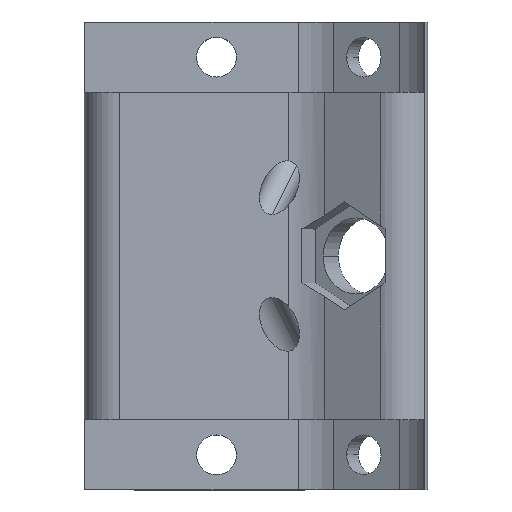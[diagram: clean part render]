
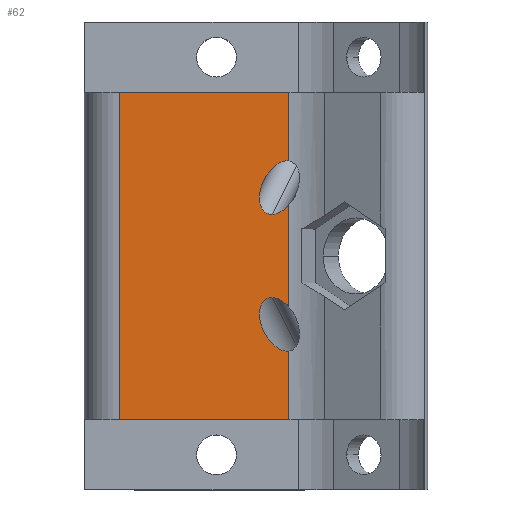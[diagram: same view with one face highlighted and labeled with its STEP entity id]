
A CAD part, top view. The second image highlights one B-rep face of the part: STEP entity #62.
In plain terms, the highlighted planar face has unit normal (0, 0, 1).
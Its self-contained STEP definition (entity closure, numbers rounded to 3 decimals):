
#5 = CARTESIAN_POINT ( 'NONE',  ( 11.635, 28.137, -9.966 ) ) ;
#14 = DIRECTION ( 'NONE',  ( 0., 0., -1. ) ) ;
#15 = DIRECTION ( 'NONE',  ( 0., -1., 0. ) ) ;
#30 = VERTEX_POINT ( 'NONE', #1362 ) ;
#40 = CARTESIAN_POINT ( 'NONE',  ( 10.277, 23.554, -9.966 ) ) ;
#48 = VECTOR ( 'NONE', #131, 1000. ) ;
#56 = CARTESIAN_POINT ( 'NONE',  ( 10.277, 16.446, -9.966 ) ) ;
#62 = ADVANCED_FACE ( 'NONE', ( #250 ), #1687, .F. ) ;
#108 = ORIENTED_EDGE ( 'NONE', *, *, #727, .F. ) ;
#110 = VERTEX_POINT ( 'NONE', #670 ) ;
#131 = DIRECTION ( 'NONE',  ( -1., 0., 0. ) ) ;
#139 = CARTESIAN_POINT ( 'NONE',  ( 11.729, 34., -9.966 ) ) ;
#155 = DIRECTION ( 'NONE',  ( -1., 0., 0. ) ) ;
#162 = CARTESIAN_POINT ( 'NONE',  ( 11.682, 11.866, -9.966 ) ) ;
#216 = LINE ( 'NONE', #745, #287 ) ;
#232 = CARTESIAN_POINT ( 'NONE',  ( 11.586, 11.863, -9.966 ) ) ;
#250 = FACE_OUTER_BOUND ( 'NONE', #550, .T. ) ;
#287 = VECTOR ( 'NONE', #428, 1000. ) ;
#297 = LINE ( 'NONE', #726, #1274 ) ;
#308 =( BOUNDED_CURVE ( )  B_SPLINE_CURVE ( 3, ( #859, #1593, #392, #1446 ),
 .UNSPECIFIED., .F., .F. ) 
 B_SPLINE_CURVE_WITH_KNOTS ( ( 4, 4 ),
 ( 3.439, 6.58 ),
 .UNSPECIFIED. ) 
 CURVE ( )  GEOMETRIC_REPRESENTATION_ITEM ( )  RATIONAL_B_SPLINE_CURVE ( ( 1., 0.333, 0.333, 1. ) ) 
 REPRESENTATION_ITEM ( '' )  );
#309 = CARTESIAN_POINT ( 'NONE',  ( -2.76, 6., -9.966 ) ) ;
#331 = CARTESIAN_POINT ( 'NONE',  ( 11.27, 16.159, -9.966 ) ) ;
#375 = CARTESIAN_POINT ( 'NONE',  ( 11.729, 24.361, -9.966 ) ) ;
#385 = EDGE_CURVE ( 'NONE', #1555, #758, #216, .T. ) ;
#390 = ORIENTED_EDGE ( 'NONE', *, *, #385, .F. ) ;
#392 = CARTESIAN_POINT ( 'NONE',  ( 7.07, 16.446, -9.966 ) ) ;
#393 = VERTEX_POINT ( 'NONE', #883 ) ;
#420 = ORIENTED_EDGE ( 'NONE', *, *, #1690, .T. ) ;
#428 = DIRECTION ( 'NONE',  ( 0., -1., 0. ) ) ;
#449 = CARTESIAN_POINT ( 'NONE',  ( 11.729, 28.128, -9.966 ) ) ;
#450 = CARTESIAN_POINT ( 'NONE',  ( 10.277, 16.446, -9.966 ) ) ;
#505 = VERTEX_POINT ( 'NONE', #1714 ) ;
#518 =( BOUNDED_CURVE ( )  B_SPLINE_CURVE ( 3, ( #1697, #162, #1246, #1233 ),
 .UNSPECIFIED., .F., .T. ) 
 B_SPLINE_CURVE_WITH_KNOTS ( ( 4, 4 ),
 ( 3.348, 3.439 ),
 .UNSPECIFIED. ) 
 CURVE ( )  GEOMETRIC_REPRESENTATION_ITEM ( )  RATIONAL_B_SPLINE_CURVE ( ( 1., 0.999, 0.999, 1. ) ) 
 REPRESENTATION_ITEM ( '' )  );
#548 = LINE ( 'NONE', #899, #48 ) ;
#550 = EDGE_LOOP ( 'NONE', ( #108, #1277, #1875, #1965, #1178, #1229, #1506, #1199, #390, #976, #420, #865 ) ) ;
#555 = VERTEX_POINT ( 'NONE', #450 ) ;
#558 = VERTEX_POINT ( 'NONE', #1193 ) ;
#588 = EDGE_CURVE ( 'NONE', #110, #1486, #548, .T. ) ;
#612 = VECTOR ( 'NONE', #15, 1000. ) ;
#663 = CARTESIAN_POINT ( 'NONE',  ( 11.729, 40., -9.966 ) ) ;
#670 = CARTESIAN_POINT ( 'NONE',  ( 11.729, 6., -9.966 ) ) ;
#676 = CARTESIAN_POINT ( 'NONE',  ( 11.586, 28.137, -9.966 ) ) ;
#711 = EDGE_CURVE ( 'NONE', #555, #30, #1861, .T. ) ;
#726 = CARTESIAN_POINT ( 'NONE',  ( 11.729, 34., -9.966 ) ) ;
#727 = EDGE_CURVE ( 'NONE', #1064, #110, #1602, .T. ) ;
#745 = CARTESIAN_POINT ( 'NONE',  ( 11.729, 40., -9.966 ) ) ;
#748 = CARTESIAN_POINT ( 'NONE',  ( 11.729, 11.872, -9.966 ) ) ;
#754 = CARTESIAN_POINT ( 'NONE',  ( 11.586, 28.137, -9.966 ) ) ;
#758 = VERTEX_POINT ( 'NONE', #1739 ) ;
#788 = VERTEX_POINT ( 'NONE', #232 ) ;
#810 = CARTESIAN_POINT ( 'NONE',  ( 11.729, 15.639, -9.966 ) ) ;
#811 = CARTESIAN_POINT ( 'NONE',  ( -2.76, 40., -9.966 ) ) ;
#820 = EDGE_CURVE ( 'NONE', #505, #1043, #1669, .T. ) ;
#859 = CARTESIAN_POINT ( 'NONE',  ( 11.586, 11.863, -9.966 ) ) ;
#865 = ORIENTED_EDGE ( 'NONE', *, *, #588, .F. ) ;
#870 = EDGE_CURVE ( 'NONE', #788, #555, #308, .T. ) ;
#883 = CARTESIAN_POINT ( 'NONE',  ( 11.586, 28.137, -9.966 ) ) ;
#899 = CARTESIAN_POINT ( 'NONE',  ( -5.76, 6., -9.966 ) ) ;
#922 = CARTESIAN_POINT ( 'NONE',  ( 11.729, 40., -9.966 ) ) ;
#976 = ORIENTED_EDGE ( 'NONE', *, *, #1398, .F. ) ;
#977 = CARTESIAN_POINT ( 'NONE',  ( 10.277, 23.554, -9.966 ) ) ;
#1009 = CARTESIAN_POINT ( 'NONE',  ( 10.755, 23.554, -9.966 ) ) ;
#1043 = VERTEX_POINT ( 'NONE', #1973 ) ;
#1054 =( BOUNDED_CURVE ( )  B_SPLINE_CURVE ( 3, ( #754, #5, #1072, #449 ),
 .UNSPECIFIED., .F., .T. ) 
 B_SPLINE_CURVE_WITH_KNOTS ( ( 4, 4 ),
 ( 2.844, 2.935 ),
 .UNSPECIFIED. ) 
 CURVE ( )  GEOMETRIC_REPRESENTATION_ITEM ( )  RATIONAL_B_SPLINE_CURVE ( ( 1., 0.999, 0.999, 1. ) ) 
 REPRESENTATION_ITEM ( '' )  );
#1064 = VERTEX_POINT ( 'NONE', #748 ) ;
#1072 = CARTESIAN_POINT ( 'NONE',  ( 11.682, 28.134, -9.966 ) ) ;
#1074 = EDGE_CURVE ( 'NONE', #393, #758, #1054, .T. ) ;
#1122 = CARTESIAN_POINT ( 'NONE',  ( 7.07, 23.554, -9.966 ) ) ;
#1151 = VECTOR ( 'NONE', #1726, 1000. ) ;
#1161 = LINE ( 'NONE', #1688, #612 ) ;
#1169 =( BOUNDED_CURVE ( )  B_SPLINE_CURVE ( 3, ( #40, #1122, #1578, #676 ),
 .UNSPECIFIED., .F., .T. ) 
 B_SPLINE_CURVE_WITH_KNOTS ( ( 4, 4 ),
 ( 5.986, 9.128 ),
 .UNSPECIFIED. ) 
 CURVE ( )  GEOMETRIC_REPRESENTATION_ITEM ( )  RATIONAL_B_SPLINE_CURVE ( ( 1., 0.333, 0.333, 1. ) ) 
 REPRESENTATION_ITEM ( '' )  );
#1178 = ORIENTED_EDGE ( 'NONE', *, *, #1824, .F. ) ;
#1193 = CARTESIAN_POINT ( 'NONE',  ( -2.76, 34., -9.966 ) ) ;
#1199 = ORIENTED_EDGE ( 'NONE', *, *, #1074, .T. ) ;
#1229 = ORIENTED_EDGE ( 'NONE', *, *, #820, .T. ) ;
#1230 = VECTOR ( 'NONE', #1276, 1000. ) ;
#1233 = CARTESIAN_POINT ( 'NONE',  ( 11.586, 11.863, -9.966 ) ) ;
#1246 = CARTESIAN_POINT ( 'NONE',  ( 11.635, 11.863, -9.966 ) ) ;
#1274 = VECTOR ( 'NONE', #1640, 1000. ) ;
#1275 = AXIS2_PLACEMENT_3D ( 'NONE', #922, #14, #155 ) ;
#1276 = DIRECTION ( 'NONE',  ( 0., -1., 0. ) ) ;
#1277 = ORIENTED_EDGE ( 'NONE', *, *, #1625, .T. ) ;
#1359 = LINE ( 'NONE', #811, #1230 ) ;
#1362 = CARTESIAN_POINT ( 'NONE',  ( 11.729, 15.639, -9.966 ) ) ;
#1398 = EDGE_CURVE ( 'NONE', #558, #1555, #297, .T. ) ;
#1446 = CARTESIAN_POINT ( 'NONE',  ( 10.277, 16.446, -9.966 ) ) ;
#1486 = VERTEX_POINT ( 'NONE', #309 ) ;
#1506 = ORIENTED_EDGE ( 'NONE', *, *, #1960, .T. ) ;
#1555 = VERTEX_POINT ( 'NONE', #139 ) ;
#1578 = CARTESIAN_POINT ( 'NONE',  ( 8.379, 28.137, -9.966 ) ) ;
#1593 = CARTESIAN_POINT ( 'NONE',  ( 8.379, 11.863, -9.966 ) ) ;
#1602 = LINE ( 'NONE', #663, #1151 ) ;
#1625 = EDGE_CURVE ( 'NONE', #1064, #788, #518, .T. ) ;
#1640 = DIRECTION ( 'NONE',  ( 1., 0., 0. ) ) ;
#1669 =( BOUNDED_CURVE ( )  B_SPLINE_CURVE ( 3, ( #375, #1923, #1009, #977 ),
 .UNSPECIFIED., .F., .T. ) 
 B_SPLINE_CURVE_WITH_KNOTS ( ( 4, 4 ),
 ( 5.12, 5.986 ),
 .UNSPECIFIED. ) 
 CURVE ( )  GEOMETRIC_REPRESENTATION_ITEM ( )  RATIONAL_B_SPLINE_CURVE ( ( 1., 0.939, 0.939, 1. ) ) 
 REPRESENTATION_ITEM ( '' )  );
#1687 = PLANE ( 'NONE',  #1275 ) ;
#1688 = CARTESIAN_POINT ( 'NONE',  ( 11.729, 40., -9.966 ) ) ;
#1690 = EDGE_CURVE ( 'NONE', #558, #1486, #1359, .T. ) ;
#1697 = CARTESIAN_POINT ( 'NONE',  ( 11.729, 11.872, -9.966 ) ) ;
#1714 = CARTESIAN_POINT ( 'NONE',  ( 11.729, 24.361, -9.966 ) ) ;
#1726 = DIRECTION ( 'NONE',  ( 0., -1., 0. ) ) ;
#1739 = CARTESIAN_POINT ( 'NONE',  ( 11.729, 28.128, -9.966 ) ) ;
#1746 = CARTESIAN_POINT ( 'NONE',  ( 10.755, 16.446, -9.966 ) ) ;
#1824 = EDGE_CURVE ( 'NONE', #505, #30, #1161, .T. ) ;
#1861 =( BOUNDED_CURVE ( )  B_SPLINE_CURVE ( 3, ( #56, #1746, #331, #810 ),
 .UNSPECIFIED., .F., .F. ) 
 B_SPLINE_CURVE_WITH_KNOTS ( ( 4, 4 ),
 ( 0.297, 1.163 ),
 .UNSPECIFIED. ) 
 CURVE ( )  GEOMETRIC_REPRESENTATION_ITEM ( )  RATIONAL_B_SPLINE_CURVE ( ( 1., 0.939, 0.939, 1. ) ) 
 REPRESENTATION_ITEM ( '' )  );
#1875 = ORIENTED_EDGE ( 'NONE', *, *, #870, .T. ) ;
#1923 = CARTESIAN_POINT ( 'NONE',  ( 11.27, 23.841, -9.966 ) ) ;
#1960 = EDGE_CURVE ( 'NONE', #1043, #393, #1169, .T. ) ;
#1965 = ORIENTED_EDGE ( 'NONE', *, *, #711, .T. ) ;
#1973 = CARTESIAN_POINT ( 'NONE',  ( 10.277, 23.554, -9.966 ) ) ;
